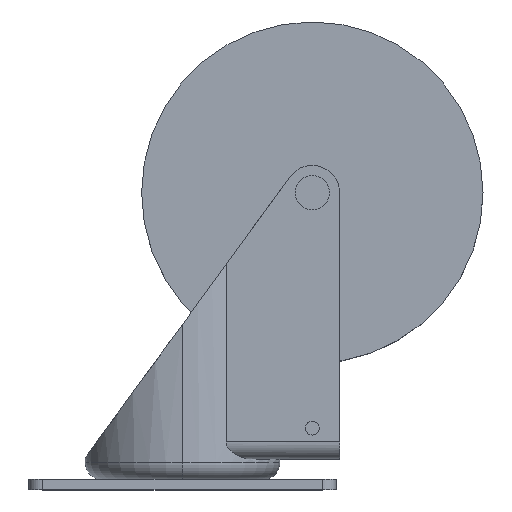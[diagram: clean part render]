
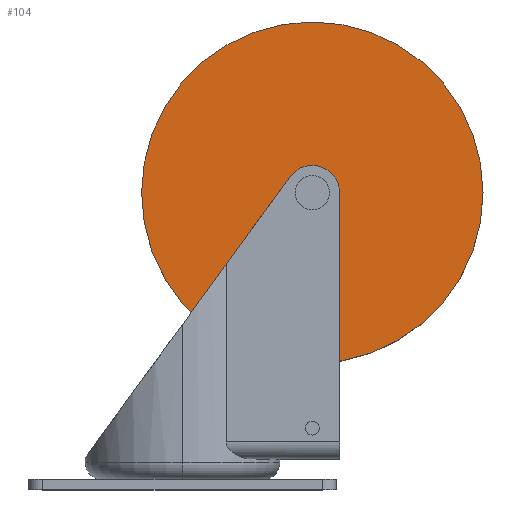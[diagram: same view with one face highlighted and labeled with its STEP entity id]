
A CAD part, top view. The second image highlights one B-rep face of the part: STEP entity #104.
In plain terms, the highlighted planar face has unit normal (0, 0, 1).
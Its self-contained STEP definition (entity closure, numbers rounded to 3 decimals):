
#1 = DIRECTION ( 'NONE',  ( -1., 0., 0. ) ) ;
#20 = CIRCLE ( 'NONE', #1705, 50. ) ;
#104 = ADVANCED_FACE ( 'NONE', ( #1554, #2066 ), #822, .T. ) ;
#114 = CARTESIAN_POINT ( 'NONE',  ( 75.5, 86.99, -6.5 ) ) ;
#121 = CARTESIAN_POINT ( 'NONE',  ( 75.5, 86.99, -6.5 ) ) ;
#122 = ORIENTED_EDGE ( 'NONE', *, *, #1211, .F. ) ;
#327 = EDGE_CURVE ( 'NONE', #1498, #789, #508, .T. ) ;
#394 = DIRECTION ( 'NONE',  ( -1., 0., 0. ) ) ;
#508 = CIRCLE ( 'NONE', #2336, 5. ) ;
#527 = CARTESIAN_POINT ( 'NONE',  ( 80.5, 86.99, -6.5 ) ) ;
#575 = CARTESIAN_POINT ( 'NONE',  ( 75.5, 86.99, -6.5 ) ) ;
#644 = DIRECTION ( 'NONE',  ( 0., 0., 1. ) ) ;
#651 = CIRCLE ( 'NONE', #2848, 50. ) ;
#703 = VERTEX_POINT ( 'NONE', #2575 ) ;
#761 = AXIS2_PLACEMENT_3D ( 'NONE', #836, #2375, #394 ) ;
#789 = VERTEX_POINT ( 'NONE', #2408 ) ;
#793 = VERTEX_POINT ( 'NONE', #1662 ) ;
#822 = PLANE ( 'NONE',  #2509 ) ;
#836 = CARTESIAN_POINT ( 'NONE',  ( 75.5, 86.99, -6.5 ) ) ;
#1110 = EDGE_LOOP ( 'NONE', ( #1217, #122 ) ) ;
#1122 = ORIENTED_EDGE ( 'NONE', *, *, #3218, .T. ) ;
#1211 = EDGE_CURVE ( 'NONE', #789, #1498, #2174, .T. ) ;
#1217 = ORIENTED_EDGE ( 'NONE', *, *, #327, .F. ) ;
#1498 = VERTEX_POINT ( 'NONE', #527 ) ;
#1554 = FACE_OUTER_BOUND ( 'NONE', #2238, .T. ) ;
#1571 = DIRECTION ( 'NONE',  ( 0., 0., 1. ) ) ;
#1647 = DIRECTION ( 'NONE',  ( -1., 0., 0. ) ) ;
#1662 = CARTESIAN_POINT ( 'NONE',  ( 125.5, 86.99, -6.5 ) ) ;
#1705 = AXIS2_PLACEMENT_3D ( 'NONE', #114, #3113, #2628 ) ;
#2066 = FACE_BOUND ( 'NONE', #1110, .T. ) ;
#2174 = CIRCLE ( 'NONE', #761, 5. ) ;
#2238 = EDGE_LOOP ( 'NONE', ( #1122, #3130 ) ) ;
#2336 = AXIS2_PLACEMENT_3D ( 'NONE', #2516, #3046, #3084 ) ;
#2375 = DIRECTION ( 'NONE',  ( 0., 0., 1. ) ) ;
#2408 = CARTESIAN_POINT ( 'NONE',  ( 70.5, 86.99, -6.5 ) ) ;
#2444 = EDGE_CURVE ( 'NONE', #703, #793, #20, .T. ) ;
#2509 = AXIS2_PLACEMENT_3D ( 'NONE', #575, #1571, #1 ) ;
#2516 = CARTESIAN_POINT ( 'NONE',  ( 75.5, 86.99, -6.5 ) ) ;
#2575 = CARTESIAN_POINT ( 'NONE',  ( 25.5, 86.99, -6.5 ) ) ;
#2628 = DIRECTION ( 'NONE',  ( -1., 0., 0. ) ) ;
#2848 = AXIS2_PLACEMENT_3D ( 'NONE', #121, #644, #1647 ) ;
#3046 = DIRECTION ( 'NONE',  ( 0., 0., 1. ) ) ;
#3084 = DIRECTION ( 'NONE',  ( -1., 0., 0. ) ) ;
#3113 = DIRECTION ( 'NONE',  ( 0., 0., 1. ) ) ;
#3130 = ORIENTED_EDGE ( 'NONE', *, *, #2444, .T. ) ;
#3218 = EDGE_CURVE ( 'NONE', #793, #703, #651, .T. ) ;
